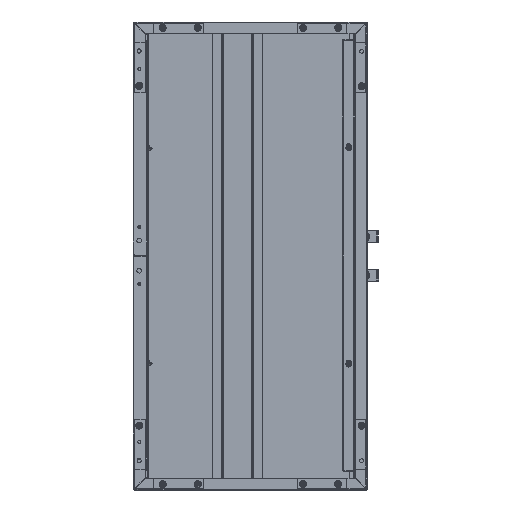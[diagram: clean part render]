
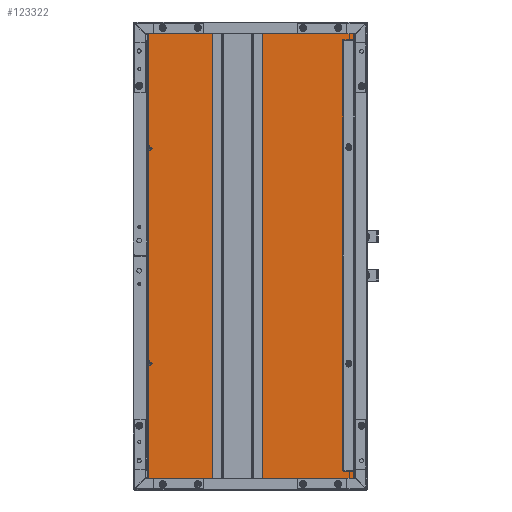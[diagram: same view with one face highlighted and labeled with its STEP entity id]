
A CAD part, front view. The second image highlights one B-rep face of the part: STEP entity #123322.
In plain terms, the highlighted free-form (B-spline) face has degree [1, 1] with [2, 2] control points.
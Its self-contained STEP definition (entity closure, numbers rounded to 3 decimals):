
#7441 = CARTESIAN_POINT ( 'NONE',  ( 1.75, -0.45, -794.25 ) ) ;
#25975 = CARTESIAN_POINT ( 'NONE',  ( 1.75, -0.45, -1.75 ) ) ;
#46377 = CARTESIAN_POINT ( 'NONE',  ( 352.25, -0.45, -1.75 ) ) ;
#48845 = B_SPLINE_CURVE_WITH_KNOTS ( 'NONE', 1,
 ( #251540, #25975 ),
 .UNSPECIFIED., .F., .F.,
 ( 2, 2 ),
 ( 0., 1. ),
 .UNSPECIFIED. ) ;
#80950 = VERTEX_POINT ( 'NONE', #203854 ) ;
#85482 = CARTESIAN_POINT ( 'NONE',  ( 1.75, -0.45, -1.75 ) ) ;
#90537 = B_SPLINE_CURVE_WITH_KNOTS ( 'NONE', 1,
 ( #169785, #238947 ),
 .UNSPECIFIED., .F., .F.,
 ( 2, 2 ),
 ( -1., 0. ),
 .UNSPECIFIED. ) ;
#96127 = VERTEX_POINT ( 'NONE', #225847 ) ;
#118281 = B_SPLINE_SURFACE_WITH_KNOTS ( 'NONE', 1, 1, ( 
 ( #130933, #181960 ),
 ( #7441, #211486 ) ),
 .UNSPECIFIED., .F., .F., .F.,
 ( 2, 2 ),
 ( 2, 2 ),
 ( 0., 1. ),
 ( 0., 1. ),
 .UNSPECIFIED. ) ;
#123322 = ADVANCED_FACE ( 'NONE', ( #234541 ), #118281, .T. ) ;
#130933 = CARTESIAN_POINT ( 'NONE',  ( 1.75, -0.45, -1.75 ) ) ;
#140505 = ORIENTED_EDGE ( 'NONE', *, *, #303808, .T. ) ;
#144486 = ORIENTED_EDGE ( 'NONE', *, *, #287029, .T. ) ;
#169785 = CARTESIAN_POINT ( 'NONE',  ( 1.75, -0.45, -794.25 ) ) ;
#181488 = B_SPLINE_CURVE_WITH_KNOTS ( 'NONE', 1,
 ( #187593, #314430 ),
 .UNSPECIFIED., .F., .F.,
 ( 2, 2 ),
 ( 0., 1. ),
 .UNSPECIFIED. ) ;
#181960 = CARTESIAN_POINT ( 'NONE',  ( 352.25, -0.45, -1.75 ) ) ;
#187593 = CARTESIAN_POINT ( 'NONE',  ( 352.25, -0.45, -794.25 ) ) ;
#190008 = EDGE_CURVE ( 'NONE', #96127, #312946, #90537, .T. ) ;
#194660 = ORIENTED_EDGE ( 'NONE', *, *, #307993, .T. ) ;
#203854 = CARTESIAN_POINT ( 'NONE',  ( 352.25, -0.45, -794.25 ) ) ;
#211486 = CARTESIAN_POINT ( 'NONE',  ( 352.25, -0.45, -794.25 ) ) ;
#223768 = EDGE_LOOP ( 'NONE', ( #144486, #194660, #140505, #294819 ) ) ;
#225847 = CARTESIAN_POINT ( 'NONE',  ( 1.75, -0.45, -794.25 ) ) ;
#234541 = FACE_OUTER_BOUND ( 'NONE', #223768, .T. ) ;
#238947 = CARTESIAN_POINT ( 'NONE',  ( 1.75, -0.45, -1.75 ) ) ;
#239269 = CARTESIAN_POINT ( 'NONE',  ( 352.25, -0.45, -794.25 ) ) ;
#251540 = CARTESIAN_POINT ( 'NONE',  ( 352.25, -0.45, -1.75 ) ) ;
#257504 = CARTESIAN_POINT ( 'NONE',  ( 1.75, -0.45, -794.25 ) ) ;
#263059 = B_SPLINE_CURVE_WITH_KNOTS ( 'NONE', 1,
 ( #257504, #239269 ),
 .UNSPECIFIED., .F., .F.,
 ( 2, 2 ),
 ( 0., 1. ),
 .UNSPECIFIED. ) ;
#287029 = EDGE_CURVE ( 'NONE', #96127, #80950, #263059, .T. ) ;
#294819 = ORIENTED_EDGE ( 'NONE', *, *, #190008, .F. ) ;
#297307 = VERTEX_POINT ( 'NONE', #46377 ) ;
#303808 = EDGE_CURVE ( 'NONE', #297307, #312946, #48845, .T. ) ;
#307993 = EDGE_CURVE ( 'NONE', #80950, #297307, #181488, .T. ) ;
#312946 = VERTEX_POINT ( 'NONE', #85482 ) ;
#314430 = CARTESIAN_POINT ( 'NONE',  ( 352.25, -0.45, -1.75 ) ) ;
